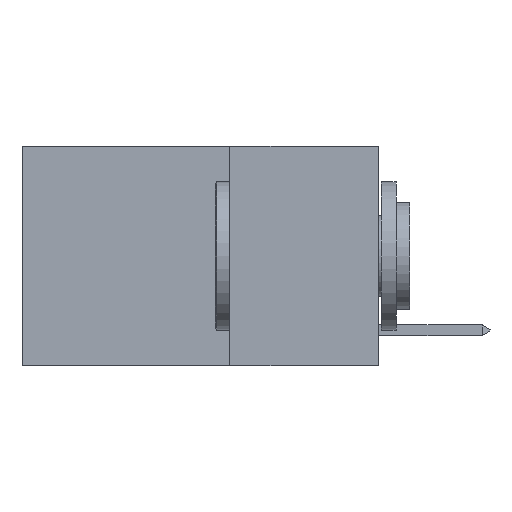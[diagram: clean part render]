
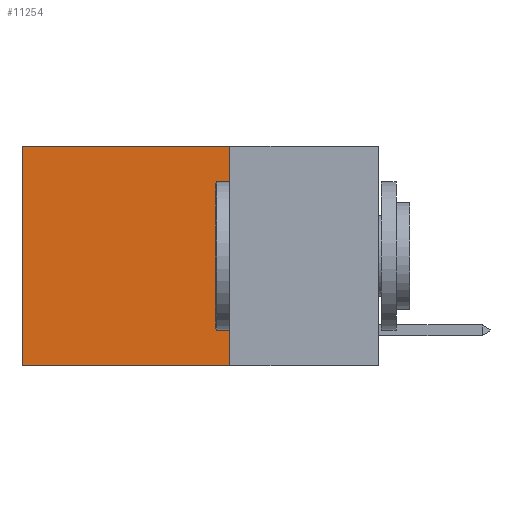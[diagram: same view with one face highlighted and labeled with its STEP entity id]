
A CAD part, left-side view. The second image highlights one B-rep face of the part: STEP entity #11254.
In plain terms, the highlighted planar face has unit normal (-1, 0, 0).
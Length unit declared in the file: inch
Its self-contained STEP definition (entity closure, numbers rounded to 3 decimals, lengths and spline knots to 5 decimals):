
#730 = EDGE_CURVE ( 'NONE', #1342, #15145, #3417, .T. ) ;
#795 = LINE ( 'NONE', #16258, #5661 ) ;
#1342 = VERTEX_POINT ( 'NONE', #13115 ) ;
#1745 = LINE ( 'NONE', #17602, #6447 ) ;
#2476 = CARTESIAN_POINT ( 'NONE',  ( 0.2625, 0.25, 0. ) ) ;
#3001 = ORIENTED_EDGE ( 'NONE', *, *, #730, .T. ) ;
#3417 = LINE ( 'NONE', #16246, #8910 ) ;
#3769 = ORIENTED_EDGE ( 'NONE', *, *, #10927, .F. ) ;
#5191 = CARTESIAN_POINT ( 'NONE',  ( 0.2625, 0.25, 0. ) ) ;
#5661 = VECTOR ( 'NONE', #6598, 39.37008 ) ;
#6447 = VECTOR ( 'NONE', #8778, 39.37008 ) ;
#6598 = DIRECTION ( 'NONE',  ( 0., 1., 0. ) ) ;
#7235 = EDGE_CURVE ( 'NONE', #18261, #1342, #7829, .T. ) ;
#7735 = DIRECTION ( 'NONE',  ( 0., 1., 0. ) ) ;
#7829 = LINE ( 'NONE', #5191, #10206 ) ;
#8778 = DIRECTION ( 'NONE',  ( 0., 0., -1. ) ) ;
#8848 = AXIS2_PLACEMENT_3D ( 'NONE', #15777, #10092, #17301 ) ;
#8910 = VECTOR ( 'NONE', #16529, 39.37008 ) ;
#10087 = CARTESIAN_POINT ( 'NONE',  ( 0.2625, 0.25, -0.37 ) ) ;
#10092 = DIRECTION ( 'NONE',  ( 1., 0., 0. ) ) ;
#10206 = VECTOR ( 'NONE', #7735, 39.37008 ) ;
#10831 = EDGE_LOOP ( 'NONE', ( #3001, #15725, #3769, #14196 ) ) ;
#10927 = EDGE_CURVE ( 'NONE', #18261, #15630, #1745, .T. ) ;
#11254 = ADVANCED_FACE ( 'NONE', ( #15684 ), #12967, .F. ) ;
#11289 = CARTESIAN_POINT ( 'NONE',  ( 0.2625, 0.6, -0.37 ) ) ;
#12745 = EDGE_CURVE ( 'NONE', #15630, #15145, #795, .T. ) ;
#12967 = PLANE ( 'NONE',  #8848 ) ;
#13115 = CARTESIAN_POINT ( 'NONE',  ( 0.2625, 0.6, 0. ) ) ;
#14196 = ORIENTED_EDGE ( 'NONE', *, *, #7235, .T. ) ;
#15145 = VERTEX_POINT ( 'NONE', #11289 ) ;
#15630 = VERTEX_POINT ( 'NONE', #10087 ) ;
#15684 = FACE_OUTER_BOUND ( 'NONE', #10831, .T. ) ;
#15725 = ORIENTED_EDGE ( 'NONE', *, *, #12745, .F. ) ;
#15777 = CARTESIAN_POINT ( 'NONE',  ( 0.2625, 0.25, 0. ) ) ;
#16246 = CARTESIAN_POINT ( 'NONE',  ( 0.2625, 0.6, 0. ) ) ;
#16258 = CARTESIAN_POINT ( 'NONE',  ( 0.2625, 0.25, -0.37 ) ) ;
#16529 = DIRECTION ( 'NONE',  ( 0., 0., -1. ) ) ;
#17301 = DIRECTION ( 'NONE',  ( 0., 0., -1. ) ) ;
#17602 = CARTESIAN_POINT ( 'NONE',  ( 0.2625, 0.25, 0. ) ) ;
#18261 = VERTEX_POINT ( 'NONE', #2476 ) ;
